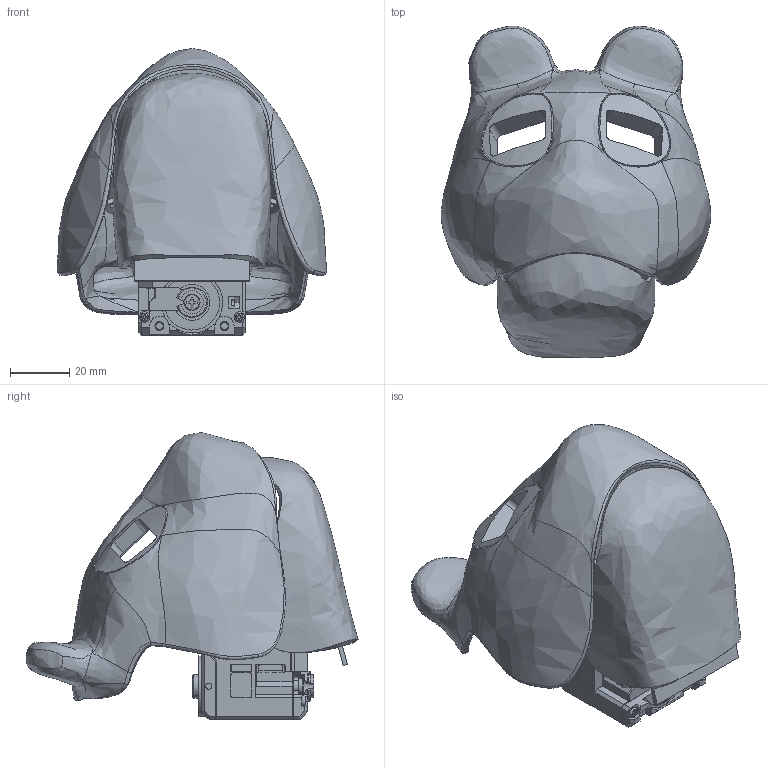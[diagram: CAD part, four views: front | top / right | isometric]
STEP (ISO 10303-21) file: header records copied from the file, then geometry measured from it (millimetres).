
FILE_DESCRIPTION(/* description */ ('','CAx-IF Rec.Pracs.---Representation and Presentation of Product Manufacturing Information (PMI)---4.0---2014-10-13'),/* implementation_level */ '2;1');
FILE_NAME(/* name */ 'Head_ASM.step',/* time_stamp */ '2024-12-17T23:34:17-05:00',/* author */ (''),/* organization */ (''),/* preprocessor_version */ 'ST-DEVELOPER v20',/* originating_system */ 'Autodesk Translation Framework v13.20.0.188',/* authorisation */ '');
FILE_SCHEMA (('AP242_MANAGED_MODEL_BASED_3D_ENGINEERING_MIM_LF { 1 0 10303 442 1 1 4 }'));
Products named in the file (15): test_asm; DC14_A01_REF_ASM; DC14_A01_REF; S3B-EH; EHR-3; PHS_M2X33_TAP_K; DC14_A01_INSERT_2; DC14_A01_INSERT_1; DC11_A01_HORN_REF_ASM; DC11_A01_HORN_REF_ASM_1; DC11_A01_HORN_REF; FHS_M2_5X06_NYLOK; DC11_A01_IDLER_REF_ASM; DC11_A01_IDLER_CAP_REF; DC11_A01_IDLER_SCREW
Assembly tree (30 placements, depth 4):
  test_asm
    DC14_A01_REF_ASM
      DC14_A01_REF
      S3B-EH  x2
      EHR-3  x2
      PHS_M2X33_TAP_K  x4
      DC14_A01_INSERT_2  x8
      DC14_A01_INSERT_1  x2
      DC11_A01_HORN_REF_ASM
        DC11_A01_HORN_REF
        FHS_M2_5X06_NYLOK
      DC11_A01_HORN_REF_ASM_1
        DC11_A01_HORN_REF
        FHS_M2_5X06_NYLOK
      DC11_A01_IDLER_REF_ASM  x2
        DC11_A01_IDLER_CAP_REF
        DC11_A01_IDLER_SCREW
Bounding box: 91.1 x 112.26 x 97.07 mm (x, y, z)
Volume: 117693.3 mm3; surface area: 80939.2 mm2
Topology: 32 solids, 50 shells, 3068 faces, 8486 edges, 5597 vertices
Faces by surface type: plane 1911, cylinder 884, bspline 178, cone 85, torus 6, sphere 4
Full cylindrical faces by diameter (mm): 0.5 x2, 1.6 x4, 1.7 x12, 1.8 x8, 2 x68, 2.05 x4, 2.1 x6, 2.5 x22, 2.8 x2, 2.9 x2, 3 x32, 3.5 x6, 4 x4, 4.5 x6, 5 x6, 5.3 x2, 5.8 x2, 5.843 x2, 6 x2, 7 x4, 8 x4, 8.3 x1, 9 x2, 10.35 x1, 12 x1, 13 x2, 18.8 x2, 20 x1, 20.5 x1
Entity records: 79995 total; most frequent: CARTESIAN_POINT 40141, ORIENTED_EDGE 8560, DIRECTION 7600, EDGE_CURVE 4285, LINE 2920, VECTOR 2920, VERTEX_POINT 2806, AXIS2_PLACEMENT_3D 2340
